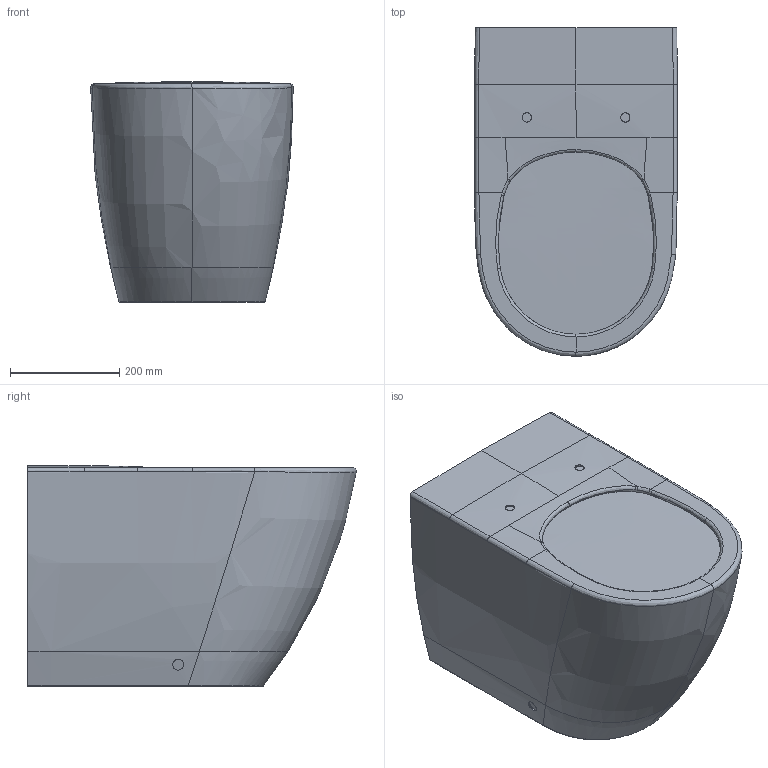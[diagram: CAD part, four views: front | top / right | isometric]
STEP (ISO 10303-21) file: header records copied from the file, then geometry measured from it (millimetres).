
FILE_DESCRIPTION(/* description */ (''),/* implementation_level */ '2;1');
FILE_NAME(/* name */ '4671T0.stp',/* time_stamp */ '2020-03-31T08:23:27+02:00',/* author */ (''),/* organization */ (''),/* preprocessor_version */ 'ST-DEVELOPER v16.7',/* originating_system */ 'SIEMENS PLM Software NX 1863',/* authorisation */ '');
FILE_SCHEMA (('AUTOMOTIVE_DESIGN { 1 0 10303 214 3 1 1 1 }'));
Length unit declared in the file: millimetre
Products named in the file (1): Sier02582DF81n8s
Bounding box: 369.9 x 600.26 x 403.71 mm (x, y, z)
Volume: 66650151.3 mm3; surface area: 970535.4 mm2
Topology: 1 solids, 1 shells, 94 faces, 250 edges, 159 vertices
Faces by surface type: bspline 82, extrusion 6, plane 3, cylinder 3
Entity records: 13420 total; most frequent: CARTESIAN_POINT 11924, ORIENTED_EDGE 482, EDGE_CURVE 241, B_SPLINE_CURVE_WITH_KNOTS 188, VERTEX_POINT 157, EDGE_LOOP 102, ADVANCED_FACE 94, FACE_OUTER_BOUND 86
